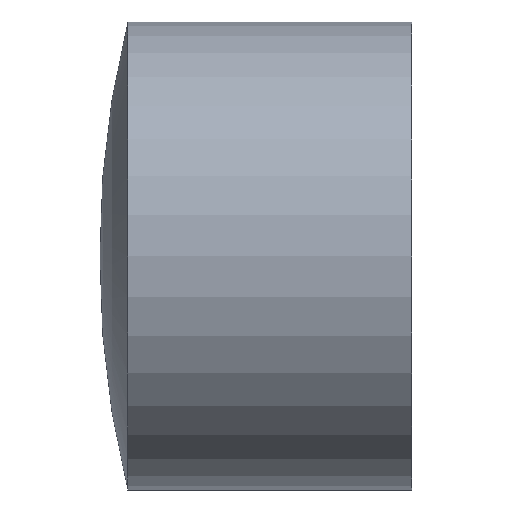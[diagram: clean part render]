
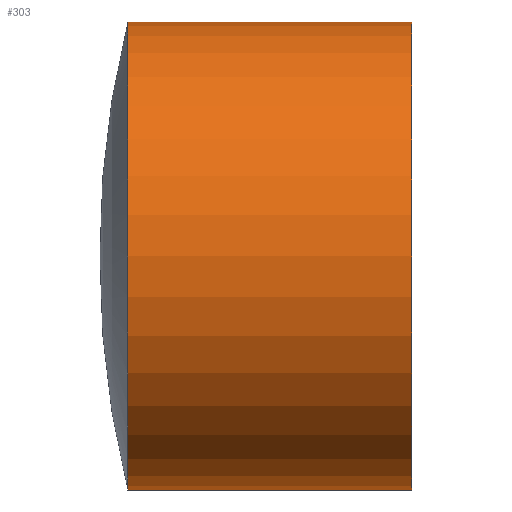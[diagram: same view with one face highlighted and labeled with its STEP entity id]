
A CAD part, left-side view. The second image highlights one B-rep face of the part: STEP entity #303.
In plain terms, the highlighted cylindrical face has radius 100 mm (diameter 200 mm), a partial arc.
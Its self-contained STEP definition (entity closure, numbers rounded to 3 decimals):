
#4 = CARTESIAN_POINT ( 'NONE',  ( 0., 0., 0. ) ) ;
#15 = DIRECTION ( 'NONE',  ( 0., 0., -1. ) ) ;
#20 = VERTEX_POINT ( 'NONE', #166 ) ;
#28 = AXIS2_PLACEMENT_3D ( 'NONE', #4, #115, #216 ) ;
#35 = EDGE_CURVE ( 'NONE', #111, #157, #208, .T. ) ;
#44 = CARTESIAN_POINT ( 'NONE',  ( 0., 121.408, 0. ) ) ;
#67 = VERTEX_POINT ( 'NONE', #125 ) ;
#71 = CARTESIAN_POINT ( 'NONE',  ( 0., 0., 100. ) ) ;
#93 = EDGE_CURVE ( 'NONE', #67, #157, #229, .T. ) ;
#95 = DIRECTION ( 'NONE',  ( 0., -1., 0. ) ) ;
#96 = ORIENTED_EDGE ( 'NONE', *, *, #203, .F. ) ;
#98 = ORIENTED_EDGE ( 'NONE', *, *, #164, .T. ) ;
#102 = ORIENTED_EDGE ( 'NONE', *, *, #93, .T. ) ;
#104 = ORIENTED_EDGE ( 'NONE', *, *, #35, .F. ) ;
#111 = VERTEX_POINT ( 'NONE', #182 ) ;
#115 = DIRECTION ( 'NONE',  ( 0., -1., 0. ) ) ;
#125 = CARTESIAN_POINT ( 'NONE',  ( 0., 121.408, -100. ) ) ;
#142 = EDGE_LOOP ( 'NONE', ( #96, #98, #102, #104 ) ) ;
#143 = FACE_OUTER_BOUND ( 'NONE', #142, .T. ) ;
#153 = CARTESIAN_POINT ( 'NONE',  ( 0., 0., 0. ) ) ;
#157 = VERTEX_POINT ( 'NONE', #185 ) ;
#158 = DIRECTION ( 'NONE',  ( 0., -1., 0. ) ) ;
#162 = VECTOR ( 'NONE', #187, 1000. ) ;
#164 = EDGE_CURVE ( 'NONE', #20, #67, #179, .T. ) ;
#166 = CARTESIAN_POINT ( 'NONE',  ( 0., 121.408, 100. ) ) ;
#176 = AXIS2_PLACEMENT_3D ( 'NONE', #44, #158, #244 ) ;
#179 = CIRCLE ( 'NONE', #176, 100. ) ;
#182 = CARTESIAN_POINT ( 'NONE',  ( 0., 0., 100. ) ) ;
#185 = CARTESIAN_POINT ( 'NONE',  ( 0., 0., -100. ) ) ;
#187 = DIRECTION ( 'NONE',  ( 0., -1., 0. ) ) ;
#200 = VECTOR ( 'NONE', #95, 1000. ) ;
#203 = EDGE_CURVE ( 'NONE', #20, #111, #283, .T. ) ;
#205 = AXIS2_PLACEMENT_3D ( 'NONE', #153, #242, #15 ) ;
#208 = CIRCLE ( 'NONE', #205, 100. ) ;
#216 = DIRECTION ( 'NONE',  ( 0., 0., -1. ) ) ;
#229 = LINE ( 'NONE', #299, #200 ) ;
#236 = CYLINDRICAL_SURFACE ( 'NONE', #28, 100. ) ;
#242 = DIRECTION ( 'NONE',  ( 0., -1., 0. ) ) ;
#244 = DIRECTION ( 'NONE',  ( 0., 0., -1. ) ) ;
#283 = LINE ( 'NONE', #71, #162 ) ;
#299 = CARTESIAN_POINT ( 'NONE',  ( 0., 0., -100. ) ) ;
#303 = ADVANCED_FACE ( 'NONE', ( #143 ), #236, .T. ) ;
